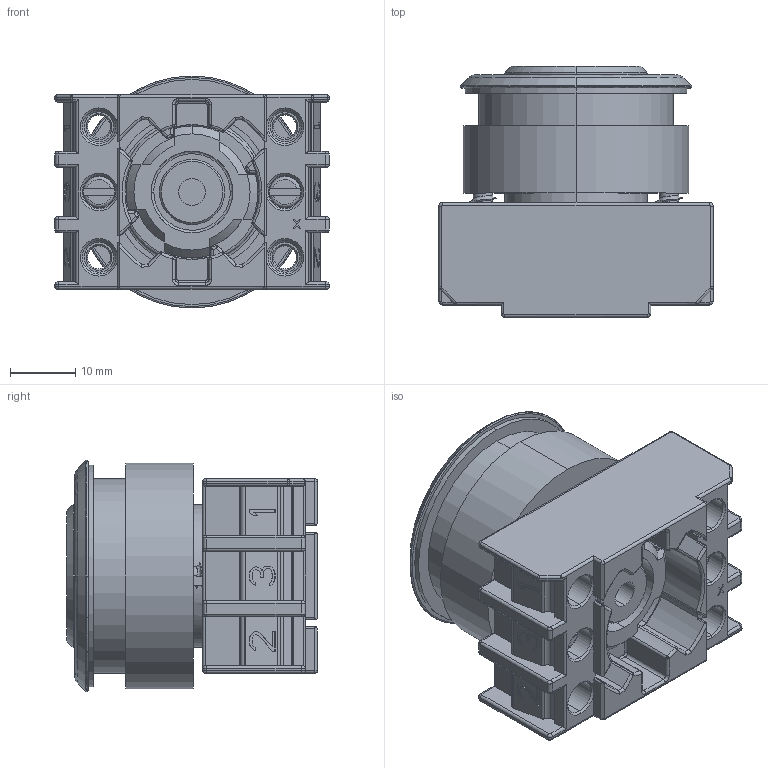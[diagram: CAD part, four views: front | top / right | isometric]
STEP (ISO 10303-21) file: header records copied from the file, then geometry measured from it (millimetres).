
FILE_DESCRIPTION (( 'STEP AP203' ), '1' );
FILE_NAME ('EDT.VSW.step', '2020-12-14T22:29:40', ( '' ), ( '' ), 'SwSTEP 2.0', 'SolidWorks 2019', '' );
FILE_SCHEMA (( 'CONFIG_CONTROL_DESIGN' ));
Length unit declared in the file: millimetre
Products named in the file (1): EDT.VSW
Bounding box: 42 x 38.45 x 35.5 mm (x, y, z)
Volume: 22601.7 mm3; surface area: 20491.3 mm2
Topology: 3 solids, 4 shells, 1361 faces, 3577 edges, 2211 vertices
Faces by surface type: plane 509, cylinder 460, bspline 241, cone 128, torus 23
Entity records: 58580 total; most frequent: CARTESIAN_POINT 27113, ORIENTED_EDGE 7078, DIRECTION 5980, EDGE_CURVE 3539, VERTEX_POINT 2211, AXIS2_PLACEMENT_3D 2087, VECTOR 1806, LINE 1806
